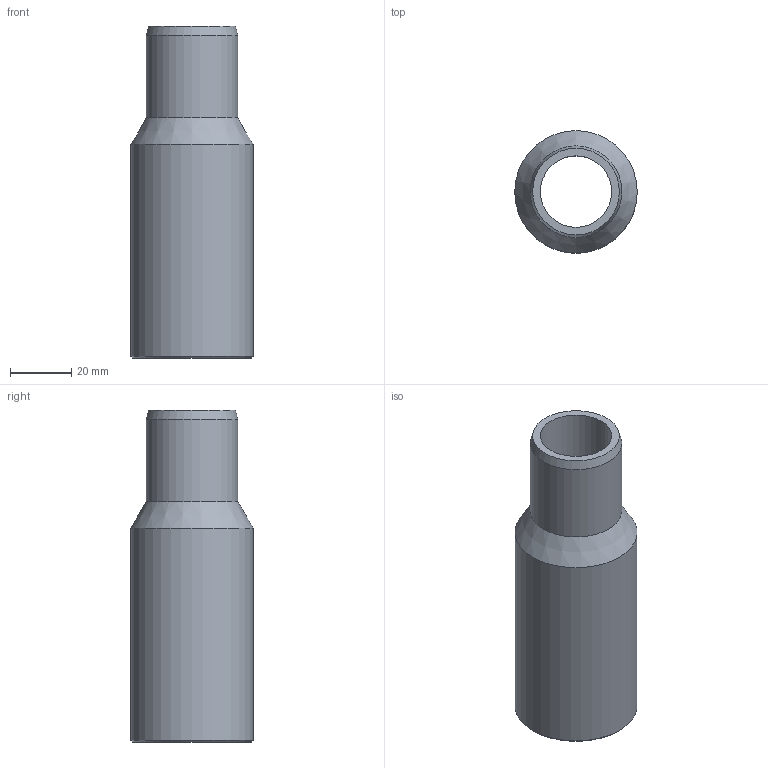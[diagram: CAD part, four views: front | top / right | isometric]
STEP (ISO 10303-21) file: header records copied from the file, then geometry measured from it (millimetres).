
FILE_DESCRIPTION(('FreeCAD Model'),'2;1');
FILE_NAME('Open CASCADE Shape Model','2024-10-23T18:05:08',(''),(''), 'Open CASCADE STEP processor 7.7','FreeCAD','Unknown');
FILE_SCHEMA(('AUTOMOTIVE_DESIGN { 1 0 10303 214 1 1 1 1 }'));
Length unit declared in the file: millimetre
Products named in the file (1): adapter
Bounding box: 40.1 x 40.1 x 108.75 mm (x, y, z)
Volume: 32057.4 mm3; surface area: 23917 mm2
Topology: 1 solids, 1 shells, 11 faces, 20 edges, 11 vertices
Faces by surface type: cone 6, cylinder 3, plane 2
Full cylindrical faces by diameter (mm): 23.4 x1, 30 x1, 40.1 x1
Entity records: 567 total; most frequent: CARTESIAN_POINT 107, DIRECTION 91, LINE 45, VECTOR 45, ORIENTED_EDGE 40, PCURVE 40, DEFINITIONAL_REPRESENTATION 40, AXIS2_PLACEMENT_3D 23
